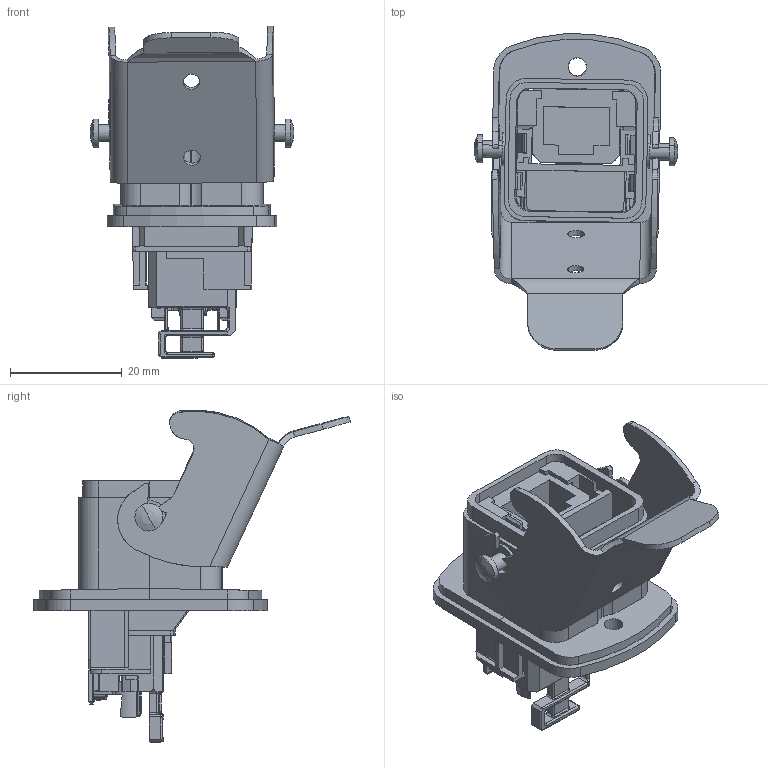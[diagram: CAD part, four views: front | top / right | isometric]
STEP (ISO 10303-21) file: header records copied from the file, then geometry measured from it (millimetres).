
FILE_DESCRIPTION(('CATIA V5 STEP Exchange','CAx-IF Rec.Pracs.--- Model Styling and Organization---1.4--- 2014-01-23'),'2;1');
FILE_NAME ('028592-3_1', '2019-11-20T07:13:53+00:00', ('none'), ('Weidmueller'), 'CATIA Version 5-6 Release 2016 SP3 HF44', 'CATIA V5 STEP AP214', 'none');
FILE_SCHEMA(('AUTOMOTIVE_DESIGN { 1 0 10303 214 1 1 1 1 }'));
Length unit declared in the file: millimetre
Products named in the file (1): 1963700000
Bounding box: 36.5 x 56.8 x 59.52 mm (x, y, z)
Volume: 16421.2 mm3; surface area: 19235 mm2
Topology: 5 solids, 5 shells, 1003 faces, 2840 edges, 1832 vertices
Faces by surface type: plane 578, cylinder 322, torus 43, bspline 41, sphere 7, extrusion 6, cone 6
Entity records: 33382 total; most frequent: CARTESIAN_POINT 9242, ORIENTED_EDGE 5658, DIRECTION 3919, EDGE_CURVE 2829, VECTOR 1933, LINE 1927, VERTEX_POINT 1832, AXIS2_PLACEMENT_3D 1212
